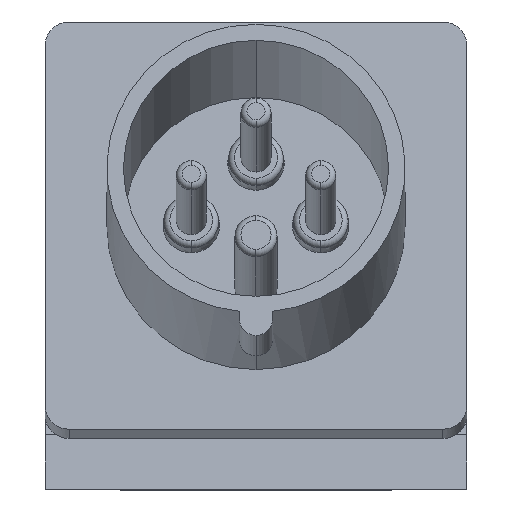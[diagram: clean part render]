
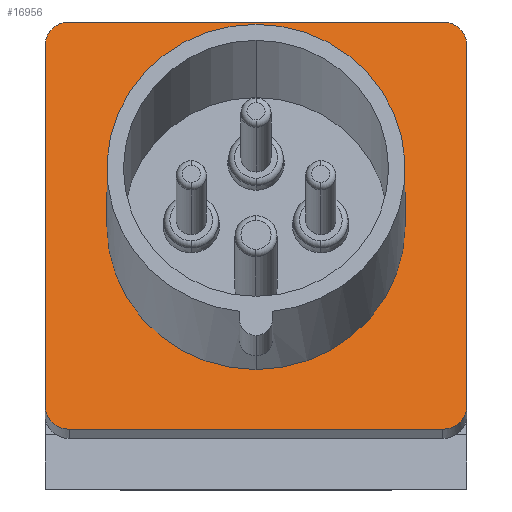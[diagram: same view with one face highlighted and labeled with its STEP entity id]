
A CAD part, top view. The second image highlights one B-rep face of the part: STEP entity #16956.
In plain terms, the highlighted planar face has unit normal (0, 0.259, 0.966).
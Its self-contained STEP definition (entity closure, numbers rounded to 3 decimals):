
#512 = AXIS2_PLACEMENT_3D ( 'NONE', #2411, #12923, #3902 ) ;
#526 = EDGE_CURVE ( 'NONE', #12887, #6779, #8700, .T. ) ;
#634 = EDGE_CURVE ( 'NONE', #18900, #10905, #2788, .T. ) ;
#669 = CIRCLE ( 'NONE', #16038, 4. ) ;
#961 = VECTOR ( 'NONE', #4803, 1000. ) ;
#1139 = ORIENTED_EDGE ( 'NONE', *, *, #526, .T. ) ;
#1435 = LINE ( 'NONE', #12307, #961 ) ;
#1502 = VERTEX_POINT ( 'NONE', #11046 ) ;
#1686 = FACE_OUTER_BOUND ( 'NONE', #17808, .T. ) ;
#1813 = CARTESIAN_POINT ( 'NONE',  ( 31., 73.689, 71.967 ) ) ;
#2259 = EDGE_CURVE ( 'NONE', #9656, #17910, #15814, .T. ) ;
#2411 = CARTESIAN_POINT ( 'NONE',  ( 0., 43.746, 79.99 ) ) ;
#2471 = LINE ( 'NONE', #5558, #17918 ) ;
#2512 = ORIENTED_EDGE ( 'NONE', *, *, #12600, .T. ) ;
#2788 = CIRCLE ( 'NONE', #5340, 4. ) ;
#2832 = DIRECTION ( 'NONE',  ( 0., 0.966, -0.259 ) ) ;
#3049 = ORIENTED_EDGE ( 'NONE', *, *, #13597, .T. ) ;
#3307 = DIRECTION ( 'NONE',  ( 0., -0.966, 0.259 ) ) ;
#3899 = DIRECTION ( 'NONE',  ( 0., 0.259, 0.966 ) ) ;
#3902 = DIRECTION ( 'NONE',  ( 0., -0.966, 0.259 ) ) ;
#4107 = CARTESIAN_POINT ( 'NONE',  ( 31., 13.802, 88.013 ) ) ;
#4315 = CARTESIAN_POINT ( 'NONE',  ( 31., 77.553, 70.931 ) ) ;
#4492 = CARTESIAN_POINT ( 'NONE',  ( 0., 43.746, 79.99 ) ) ;
#4533 = DIRECTION ( 'NONE',  ( 0., 0.259, 0.966 ) ) ;
#4803 = DIRECTION ( 'NONE',  ( -1., 0., 0. ) ) ;
#5340 = AXIS2_PLACEMENT_3D ( 'NONE', #1813, #12336, #3307 ) ;
#5558 = CARTESIAN_POINT ( 'NONE',  ( -35., 77.553, 70.931 ) ) ;
#5613 = DIRECTION ( 'NONE',  ( 0., -0.966, 0.259 ) ) ;
#6003 = DIRECTION ( 'NONE',  ( 0., -0.966, 0.259 ) ) ;
#6779 = VERTEX_POINT ( 'NONE', #6995 ) ;
#6995 = CARTESIAN_POINT ( 'NONE',  ( 31., 9.938, 89.049 ) ) ;
#7015 = EDGE_CURVE ( 'NONE', #17910, #9656, #11630, .T. ) ;
#7125 = DIRECTION ( 'NONE',  ( 0., -0.966, 0.259 ) ) ;
#7682 = AXIS2_PLACEMENT_3D ( 'NONE', #4492, #14993, #6003 ) ;
#7772 = VERTEX_POINT ( 'NONE', #14866 ) ;
#8202 = ORIENTED_EDGE ( 'NONE', *, *, #634, .T. ) ;
#8652 = ORIENTED_EDGE ( 'NONE', *, *, #18914, .T. ) ;
#8700 = LINE ( 'NONE', #18222, #11760 ) ;
#9326 = DIRECTION ( 'NONE',  ( 1., 0., 0. ) ) ;
#9656 = VERTEX_POINT ( 'NONE', #9926 ) ;
#9785 = AXIS2_PLACEMENT_3D ( 'NONE', #13538, #4533, #15033 ) ;
#9926 = CARTESIAN_POINT ( 'NONE',  ( 0., 67.652, 73.584 ) ) ;
#10140 = CARTESIAN_POINT ( 'NONE',  ( 0., 19.839, 86.396 ) ) ;
#10141 = VERTEX_POINT ( 'NONE', #10622 ) ;
#10287 = AXIS2_PLACEMENT_3D ( 'NONE', #14604, #16088, #7125 ) ;
#10622 = CARTESIAN_POINT ( 'NONE',  ( -35., 13.802, 88.013 ) ) ;
#10905 = VERTEX_POINT ( 'NONE', #4315 ) ;
#10986 = CIRCLE ( 'NONE', #9785, 4. ) ;
#11003 = AXIS2_PLACEMENT_3D ( 'NONE', #12920, #3899, #14419 ) ;
#11046 = CARTESIAN_POINT ( 'NONE',  ( 35., 13.802, 88.013 ) ) ;
#11392 = EDGE_LOOP ( 'NONE', ( #19186, #15075 ) ) ;
#11630 = CIRCLE ( 'NONE', #7682, 24.75 ) ;
#11704 = CIRCLE ( 'NONE', #11003, 4. ) ;
#11760 = VECTOR ( 'NONE', #9326, 1000. ) ;
#11870 = CARTESIAN_POINT ( 'NONE',  ( 35., 77.553, 70.931 ) ) ;
#12307 = CARTESIAN_POINT ( 'NONE',  ( -35., 77.553, 70.931 ) ) ;
#12336 = DIRECTION ( 'NONE',  ( 0., 0.259, 0.966 ) ) ;
#12340 = EDGE_CURVE ( 'NONE', #16130, #7772, #11704, .T. ) ;
#12429 = ORIENTED_EDGE ( 'NONE', *, *, #17556, .T. ) ;
#12600 = EDGE_CURVE ( 'NONE', #10141, #12887, #10986, .T. ) ;
#12887 = VERTEX_POINT ( 'NONE', #18755 ) ;
#12920 = CARTESIAN_POINT ( 'NONE',  ( -31., 73.689, 71.967 ) ) ;
#12923 = DIRECTION ( 'NONE',  ( 0., 0.259, 0.966 ) ) ;
#13124 = DIRECTION ( 'NONE',  ( 0., -0.966, 0.259 ) ) ;
#13538 = CARTESIAN_POINT ( 'NONE',  ( -31., 13.802, 88.013 ) ) ;
#13597 = EDGE_CURVE ( 'NONE', #7772, #10141, #2471, .T. ) ;
#13672 = FACE_BOUND ( 'NONE', #11392, .T. ) ;
#14311 = ORIENTED_EDGE ( 'NONE', *, *, #17671, .T. ) ;
#14332 = LINE ( 'NONE', #11870, #18715 ) ;
#14419 = DIRECTION ( 'NONE',  ( 0., -0.966, 0.259 ) ) ;
#14540 = CARTESIAN_POINT ( 'NONE',  ( 35., 73.689, 71.967 ) ) ;
#14604 = CARTESIAN_POINT ( 'NONE',  ( 0., 22.928, 85.568 ) ) ;
#14612 = DIRECTION ( 'NONE',  ( 0., 0.259, 0.966 ) ) ;
#14801 = ORIENTED_EDGE ( 'NONE', *, *, #12340, .T. ) ;
#14866 = CARTESIAN_POINT ( 'NONE',  ( -35., 73.689, 71.967 ) ) ;
#14993 = DIRECTION ( 'NONE',  ( 0., 0.259, 0.966 ) ) ;
#15033 = DIRECTION ( 'NONE',  ( 0., -0.966, 0.259 ) ) ;
#15075 = ORIENTED_EDGE ( 'NONE', *, *, #7015, .F. ) ;
#15814 = CIRCLE ( 'NONE', #512, 24.75 ) ;
#16038 = AXIS2_PLACEMENT_3D ( 'NONE', #4107, #14612, #5613 ) ;
#16088 = DIRECTION ( 'NONE',  ( 0., 0.259, 0.966 ) ) ;
#16130 = VERTEX_POINT ( 'NONE', #17486 ) ;
#16956 = ADVANCED_FACE ( 'NONE', ( #1686, #13672 ), #17489, .T. ) ;
#17486 = CARTESIAN_POINT ( 'NONE',  ( -31., 77.553, 70.931 ) ) ;
#17489 = PLANE ( 'NONE',  #10287 ) ;
#17556 = EDGE_CURVE ( 'NONE', #1502, #18900, #14332, .T. ) ;
#17671 = EDGE_CURVE ( 'NONE', #10905, #16130, #1435, .T. ) ;
#17808 = EDGE_LOOP ( 'NONE', ( #3049, #2512, #1139, #8652, #12429, #8202, #14311, #14801 ) ) ;
#17910 = VERTEX_POINT ( 'NONE', #10140 ) ;
#17918 = VECTOR ( 'NONE', #13124, 1000. ) ;
#18222 = CARTESIAN_POINT ( 'NONE',  ( -35., 9.938, 89.049 ) ) ;
#18715 = VECTOR ( 'NONE', #2832, 1000. ) ;
#18755 = CARTESIAN_POINT ( 'NONE',  ( -31., 9.938, 89.049 ) ) ;
#18900 = VERTEX_POINT ( 'NONE', #14540 ) ;
#18914 = EDGE_CURVE ( 'NONE', #6779, #1502, #669, .T. ) ;
#19186 = ORIENTED_EDGE ( 'NONE', *, *, #2259, .F. ) ;
